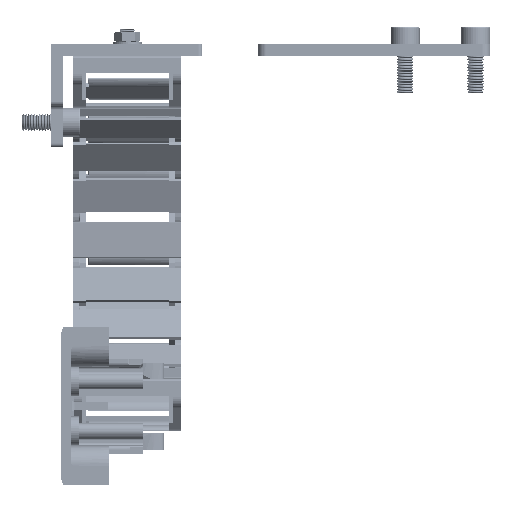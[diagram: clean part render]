
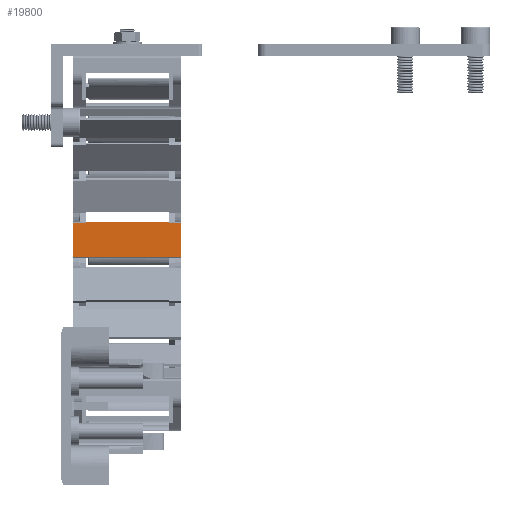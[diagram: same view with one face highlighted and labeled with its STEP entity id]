
A CAD part, left-side view. The second image highlights one B-rep face of the part: STEP entity #19800.
In plain terms, the highlighted face is planar.
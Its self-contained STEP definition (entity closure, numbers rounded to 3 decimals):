
#15 = CARTESIAN_POINT ( 'NONE',  ( -41.504, -6.549, -5.574 ) ) ;
#78 = CARTESIAN_POINT ( 'NONE',  ( -18.504, -6.549, 2.666 ) ) ;
#240 = EDGE_CURVE ( 'NONE', #11615, #11037, #34929, .T. ) ;
#649 = EDGE_CURVE ( 'NONE', #23185, #3473, #24006, .T. ) ;
#701 = CARTESIAN_POINT ( 'NONE',  ( -21.504, -6.549, 2.666 ) ) ;
#867 = EDGE_CURVE ( 'NONE', #2914, #13768, #13506, .T. ) ;
#2009 = DIRECTION ( 'NONE',  ( 1., 0., 0. ) ) ;
#2676 = VERTEX_POINT ( 'NONE', #36318 ) ;
#2914 = VERTEX_POINT ( 'NONE', #26739 ) ;
#2977 = FACE_OUTER_BOUND ( 'NONE', #26630, .T. ) ;
#3473 = VERTEX_POINT ( 'NONE', #7193 ) ;
#4657 = VECTOR ( 'NONE', #5548, 1000. ) ;
#4909 = EDGE_CURVE ( 'NONE', #3473, #35575, #14492, .T. ) ;
#5051 = LINE ( 'NONE', #7869, #6290 ) ;
#5548 = DIRECTION ( 'NONE',  ( 0., 0., 1. ) ) ;
#6058 = ORIENTED_EDGE ( 'NONE', *, *, #35484, .T. ) ;
#6290 = VECTOR ( 'NONE', #22236, 1000. ) ;
#6924 = EDGE_CURVE ( 'NONE', #2676, #16139, #7269, .T. ) ;
#7193 = CARTESIAN_POINT ( 'NONE',  ( -21.504, -6.549, 2.634 ) ) ;
#7269 = LINE ( 'NONE', #32677, #36911 ) ;
#7869 = CARTESIAN_POINT ( 'NONE',  ( -21.504, -6.549, -5.752 ) ) ;
#9015 = CARTESIAN_POINT ( 'NONE',  ( -41.504, -6.549, -5.574 ) ) ;
#9231 = CARTESIAN_POINT ( 'NONE',  ( -41.504, -6.549, 2.666 ) ) ;
#9236 = ORIENTED_EDGE ( 'NONE', *, *, #4909, .F. ) ;
#9526 = EDGE_CURVE ( 'NONE', #13768, #20367, #12044, .T. ) ;
#9886 = EDGE_CURVE ( 'NONE', #11037, #22140, #15368, .T. ) ;
#11037 = VERTEX_POINT ( 'NONE', #13931 ) ;
#11615 = VERTEX_POINT ( 'NONE', #29052 ) ;
#11963 = ORIENTED_EDGE ( 'NONE', *, *, #867, .F. ) ;
#11984 = DIRECTION ( 'NONE',  ( 1., 0., 0. ) ) ;
#11990 = EDGE_CURVE ( 'NONE', #2914, #33304, #14774, .T. ) ;
#12044 = LINE ( 'NONE', #21675, #16749 ) ;
#12101 = CARTESIAN_POINT ( 'NONE',  ( -18.504, -6.549, -5.574 ) ) ;
#12109 = DIRECTION ( 'NONE',  ( 0., 0., 1. ) ) ;
#12136 = VECTOR ( 'NONE', #28564, 1000. ) ;
#12806 = VECTOR ( 'NONE', #34719, 1000. ) ;
#13506 = LINE ( 'NONE', #19522, #20582 ) ;
#13768 = VERTEX_POINT ( 'NONE', #26782 ) ;
#13931 = CARTESIAN_POINT ( 'NONE',  ( -18.504, -6.549, -5.574 ) ) ;
#14492 = LINE ( 'NONE', #20309, #4657 ) ;
#14556 = LINE ( 'NONE', #15, #31953 ) ;
#14774 = LINE ( 'NONE', #9015, #28167 ) ;
#15070 = VECTOR ( 'NONE', #31215, 1000. ) ;
#15368 = LINE ( 'NONE', #35777, #20354 ) ;
#15394 = EDGE_CURVE ( 'NONE', #23185, #20367, #16800, .T. ) ;
#15985 = CARTESIAN_POINT ( 'NONE',  ( -41.504, -6.549, -5.574 ) ) ;
#16139 = VERTEX_POINT ( 'NONE', #34990 ) ;
#16749 = VECTOR ( 'NONE', #27301, 1000. ) ;
#16800 = LINE ( 'NONE', #25396, #15070 ) ;
#18217 = ORIENTED_EDGE ( 'NONE', *, *, #9526, .F. ) ;
#18774 = DIRECTION ( 'NONE',  ( 1., 0., 0. ) ) ;
#19522 = CARTESIAN_POINT ( 'NONE',  ( -44.504, -6.549, -5.574 ) ) ;
#19800 = ADVANCED_FACE ( 'NONE', ( #2977 ), #22946, .T. ) ;
#20309 = CARTESIAN_POINT ( 'NONE',  ( -21.504, -6.549, 2.634 ) ) ;
#20354 = VECTOR ( 'NONE', #26796, 1000. ) ;
#20367 = VERTEX_POINT ( 'NONE', #9231 ) ;
#20422 = ORIENTED_EDGE ( 'NONE', *, *, #35525, .F. ) ;
#20552 = DIRECTION ( 'NONE',  ( 0., 0., 1. ) ) ;
#20582 = VECTOR ( 'NONE', #21752, 1000. ) ;
#21416 = ORIENTED_EDGE ( 'NONE', *, *, #15394, .T. ) ;
#21675 = CARTESIAN_POINT ( 'NONE',  ( -41.504, -6.549, 2.666 ) ) ;
#21752 = DIRECTION ( 'NONE',  ( 0., 0., 1. ) ) ;
#22140 = VERTEX_POINT ( 'NONE', #78 ) ;
#22236 = DIRECTION ( 'NONE',  ( 0., 0., 1. ) ) ;
#22946 = PLANE ( 'NONE',  #23745 ) ;
#23185 = VERTEX_POINT ( 'NONE', #32159 ) ;
#23302 = LINE ( 'NONE', #701, #12806 ) ;
#23745 = AXIS2_PLACEMENT_3D ( 'NONE', #35132, #29320, #12109 ) ;
#24006 = LINE ( 'NONE', #26821, #36084 ) ;
#24040 = ORIENTED_EDGE ( 'NONE', *, *, #240, .T. ) ;
#25221 = ORIENTED_EDGE ( 'NONE', *, *, #9886, .T. ) ;
#25396 = CARTESIAN_POINT ( 'NONE',  ( -41.504, -6.549, 2.666 ) ) ;
#26630 = EDGE_LOOP ( 'NONE', ( #33877, #21416, #18217, #11963, #36935, #20422, #28593, #6058, #24040, #25221, #34717, #9236 ) ) ;
#26739 = CARTESIAN_POINT ( 'NONE',  ( -44.504, -6.549, -5.574 ) ) ;
#26782 = CARTESIAN_POINT ( 'NONE',  ( -44.504, -6.549, 2.666 ) ) ;
#26796 = DIRECTION ( 'NONE',  ( 0., 0., 1. ) ) ;
#26821 = CARTESIAN_POINT ( 'NONE',  ( -21.504, -6.549, 2.634 ) ) ;
#27301 = DIRECTION ( 'NONE',  ( 1., 0., 0. ) ) ;
#28167 = VECTOR ( 'NONE', #11984, 1000. ) ;
#28564 = DIRECTION ( 'NONE',  ( 1., 0., 0. ) ) ;
#28593 = ORIENTED_EDGE ( 'NONE', *, *, #6924, .T. ) ;
#29052 = CARTESIAN_POINT ( 'NONE',  ( -21.504, -6.549, -5.574 ) ) ;
#29320 = DIRECTION ( 'NONE',  ( 0., -1., 0. ) ) ;
#31215 = DIRECTION ( 'NONE',  ( 0., 0., 1. ) ) ;
#31416 = CARTESIAN_POINT ( 'NONE',  ( -21.504, -6.549, 2.666 ) ) ;
#31953 = VECTOR ( 'NONE', #20552, 1000. ) ;
#32159 = CARTESIAN_POINT ( 'NONE',  ( -41.504, -6.549, 2.634 ) ) ;
#32677 = CARTESIAN_POINT ( 'NONE',  ( -41.504, -6.549, -5.752 ) ) ;
#33304 = VERTEX_POINT ( 'NONE', #15985 ) ;
#33877 = ORIENTED_EDGE ( 'NONE', *, *, #649, .F. ) ;
#34717 = ORIENTED_EDGE ( 'NONE', *, *, #35821, .F. ) ;
#34719 = DIRECTION ( 'NONE',  ( 1., 0., 0. ) ) ;
#34929 = LINE ( 'NONE', #12101, #12136 ) ;
#34990 = CARTESIAN_POINT ( 'NONE',  ( -21.504, -6.549, -5.752 ) ) ;
#35132 = CARTESIAN_POINT ( 'NONE',  ( -18.504, -6.549, -5.752 ) ) ;
#35484 = EDGE_CURVE ( 'NONE', #16139, #11615, #5051, .T. ) ;
#35525 = EDGE_CURVE ( 'NONE', #2676, #33304, #14556, .T. ) ;
#35575 = VERTEX_POINT ( 'NONE', #31416 ) ;
#35777 = CARTESIAN_POINT ( 'NONE',  ( -18.504, -6.549, -5.574 ) ) ;
#35821 = EDGE_CURVE ( 'NONE', #35575, #22140, #23302, .T. ) ;
#36084 = VECTOR ( 'NONE', #18774, 1000. ) ;
#36318 = CARTESIAN_POINT ( 'NONE',  ( -41.504, -6.549, -5.752 ) ) ;
#36911 = VECTOR ( 'NONE', #2009, 1000. ) ;
#36935 = ORIENTED_EDGE ( 'NONE', *, *, #11990, .T. ) ;
